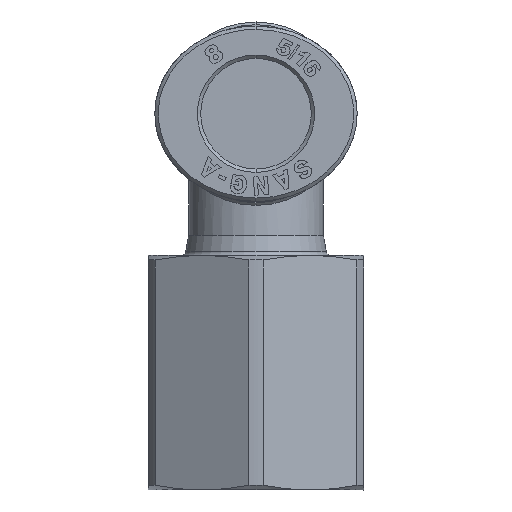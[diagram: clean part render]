
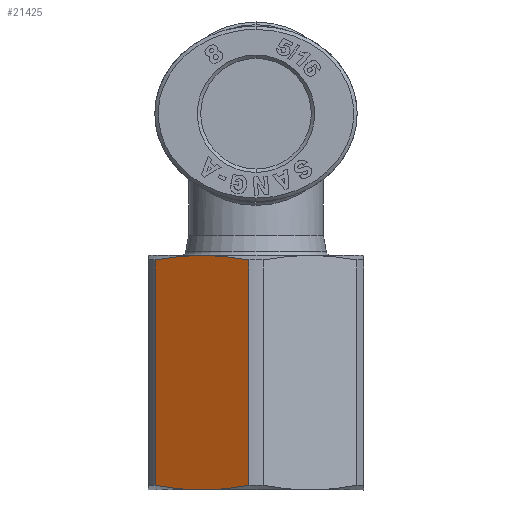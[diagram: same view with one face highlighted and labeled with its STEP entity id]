
A CAD part, left-side view. The second image highlights one B-rep face of the part: STEP entity #21425.
In plain terms, the highlighted planar face has unit normal (-0.866, 0.5, 0).
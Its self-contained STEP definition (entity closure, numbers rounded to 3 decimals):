
#235 = LINE ( 'NONE', #13285, #11142 ) ;
#1095 = CARTESIAN_POINT ( 'NONE',  ( -6.928, 4., -27.9 ) ) ;
#1423 = VERTEX_POINT ( 'NONE', #16957 ) ;
#1619 = CARTESIAN_POINT ( 'NONE',  ( -7.602, 2.833, -10.5 ) ) ;
#2594 = B_SPLINE_CURVE_WITH_KNOTS ( 'NONE', 3,
 ( #7953, #10223, #25909, #1095 ),
 .UNSPECIFIED., .F., .F.,
 ( 4, 4 ),
 ( 0., 0.004 ),
 .UNSPECIFIED. ) ;
#3685 = VERTEX_POINT ( 'NONE', #11063 ) ;
#3829 = EDGE_CURVE ( 'NONE', #3685, #11913, #11468, .T. ) ;
#4032 = AXIS2_PLACEMENT_3D ( 'NONE', #13204, #6315, #8488 ) ;
#4372 = ORIENTED_EDGE ( 'NONE', *, *, #6361, .T. ) ;
#4450 = ORIENTED_EDGE ( 'NONE', *, *, #24860, .F. ) ;
#4887 = CARTESIAN_POINT ( 'NONE',  ( -6.254, 5.167, -10.5 ) ) ;
#5987 = EDGE_CURVE ( 'NONE', #23102, #20552, #235, .T. ) ;
#6315 = DIRECTION ( 'NONE',  ( -0.866, 0.5, 0. ) ) ;
#6361 = EDGE_CURVE ( 'NONE', #11913, #24384, #12520, .T. ) ;
#6696 = PLANE ( 'NONE',  #4032 ) ;
#6782 = ORIENTED_EDGE ( 'NONE', *, *, #15195, .T. ) ;
#6994 = ORIENTED_EDGE ( 'NONE', *, *, #3829, .T. ) ;
#7194 = CARTESIAN_POINT ( 'NONE',  ( -8.27, 1.676, -27.771 ) ) ;
#7480 = CARTESIAN_POINT ( 'NONE',  ( -8.935, 0.525, -27.554 ) ) ;
#7751 = CARTESIAN_POINT ( 'NONE',  ( -8.935, 0.525, -10.846 ) ) ;
#7953 = CARTESIAN_POINT ( 'NONE',  ( -4.922, 7.475, -27.554 ) ) ;
#8488 = DIRECTION ( 'NONE',  ( -0.5, -0.866, 0. ) ) ;
#10223 = CARTESIAN_POINT ( 'NONE',  ( -5.586, 6.324, -27.771 ) ) ;
#11042 = DIRECTION ( 'NONE',  ( 0., 0., -1. ) ) ;
#11063 = CARTESIAN_POINT ( 'NONE',  ( -6.928, 4., -27.9 ) ) ;
#11142 = VECTOR ( 'NONE', #11042, 1000. ) ;
#11468 = B_SPLINE_CURVE_WITH_KNOTS ( 'NONE', 3,
 ( #18374, #20434, #7194, #11545 ),
 .UNSPECIFIED., .F., .F.,
 ( 4, 4 ),
 ( 0., 0.004 ),
 .UNSPECIFIED. ) ;
#11545 = CARTESIAN_POINT ( 'NONE',  ( -8.935, 0.525, -27.554 ) ) ;
#11913 = VERTEX_POINT ( 'NONE', #7480 ) ;
#12439 = CARTESIAN_POINT ( 'NONE',  ( -8.935, 0.525, -10.846 ) ) ;
#12520 = LINE ( 'NONE', #21578, #24770 ) ;
#12927 = B_SPLINE_CURVE_WITH_KNOTS ( 'NONE', 3,
 ( #23792, #1619, #25868, #12439 ),
 .UNSPECIFIED., .F., .F.,
 ( 4, 4 ),
 ( 0., 0.004 ),
 .UNSPECIFIED. ) ;
#13163 = ORIENTED_EDGE ( 'NONE', *, *, #23177, .F. ) ;
#13204 = CARTESIAN_POINT ( 'NONE',  ( -9.238, 0., -27.9 ) ) ;
#13285 = CARTESIAN_POINT ( 'NONE',  ( -4.922, 7.475, -27.9 ) ) ;
#13837 = CARTESIAN_POINT ( 'NONE',  ( -4.922, 7.475, -10.846 ) ) ;
#15195 = EDGE_CURVE ( 'NONE', #20552, #3685, #2594, .T. ) ;
#15231 = DIRECTION ( 'NONE',  ( 0., 0., 1. ) ) ;
#16957 = CARTESIAN_POINT ( 'NONE',  ( -6.928, 4., -10.5 ) ) ;
#17130 = ORIENTED_EDGE ( 'NONE', *, *, #5987, .T. ) ;
#18229 = CARTESIAN_POINT ( 'NONE',  ( -6.928, 4., -10.5 ) ) ;
#18301 = FACE_OUTER_BOUND ( 'NONE', #18335, .T. ) ;
#18329 = CARTESIAN_POINT ( 'NONE',  ( -5.586, 6.324, -10.629 ) ) ;
#18335 = EDGE_LOOP ( 'NONE', ( #6782, #6994, #4372, #4450, #13163, #17130 ) ) ;
#18374 = CARTESIAN_POINT ( 'NONE',  ( -6.928, 4., -27.9 ) ) ;
#20272 = B_SPLINE_CURVE_WITH_KNOTS ( 'NONE', 3,
 ( #13837, #18329, #4887, #18229 ),
 .UNSPECIFIED., .F., .F.,
 ( 4, 4 ),
 ( 0., 0.004 ),
 .UNSPECIFIED. ) ;
#20434 = CARTESIAN_POINT ( 'NONE',  ( -7.602, 2.833, -27.9 ) ) ;
#20552 = VERTEX_POINT ( 'NONE', #23092 ) ;
#21425 = ADVANCED_FACE ( 'NONE', ( #18301 ), #6696, .T. ) ;
#21578 = CARTESIAN_POINT ( 'NONE',  ( -8.935, 0.525, -27.9 ) ) ;
#22661 = CARTESIAN_POINT ( 'NONE',  ( -4.922, 7.475, -10.846 ) ) ;
#23092 = CARTESIAN_POINT ( 'NONE',  ( -4.922, 7.475, -27.554 ) ) ;
#23102 = VERTEX_POINT ( 'NONE', #22661 ) ;
#23177 = EDGE_CURVE ( 'NONE', #23102, #1423, #20272, .T. ) ;
#23792 = CARTESIAN_POINT ( 'NONE',  ( -6.928, 4., -10.5 ) ) ;
#24384 = VERTEX_POINT ( 'NONE', #7751 ) ;
#24770 = VECTOR ( 'NONE', #15231, 1000. ) ;
#24860 = EDGE_CURVE ( 'NONE', #1423, #24384, #12927, .T. ) ;
#25868 = CARTESIAN_POINT ( 'NONE',  ( -8.27, 1.676, -10.629 ) ) ;
#25909 = CARTESIAN_POINT ( 'NONE',  ( -6.254, 5.167, -27.9 ) ) ;
